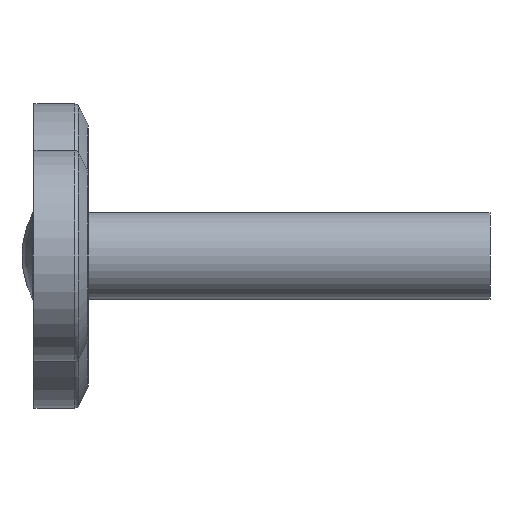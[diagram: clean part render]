
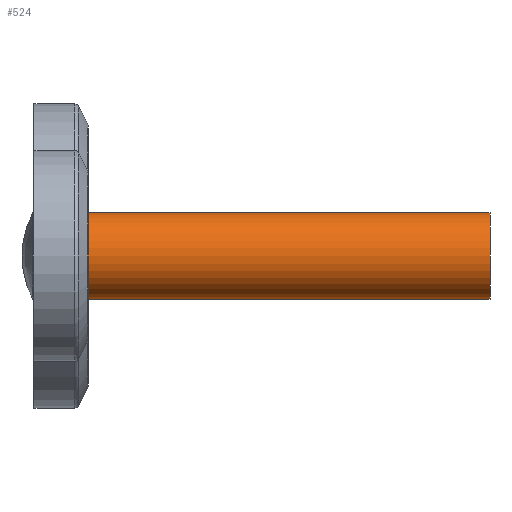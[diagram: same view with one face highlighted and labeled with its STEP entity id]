
A CAD part, front view. The second image highlights one B-rep face of the part: STEP entity #524.
In plain terms, the highlighted cylindrical face has radius 2 mm (diameter 4 mm), a partial arc.
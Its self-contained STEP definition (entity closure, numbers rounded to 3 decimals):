
#4 = DIRECTION ( 'NONE',  ( 1., 0., 0. ) ) ;
#67 = CARTESIAN_POINT ( 'NONE',  ( -0.05, -31., -2. ) ) ;
#109 = CARTESIAN_POINT ( 'NONE',  ( 2.5, -31., 0. ) ) ;
#156 = AXIS2_PLACEMENT_3D ( 'NONE', #109, #856, #2343 ) ;
#378 = DIRECTION ( 'NONE',  ( 0., 0., -1. ) ) ;
#489 = ORIENTED_EDGE ( 'NONE', *, *, #564, .F. ) ;
#496 = DIRECTION ( 'NONE',  ( 1., 0., 0. ) ) ;
#524 = ADVANCED_FACE ( 'NONE', ( #1829 ), #1854, .T. ) ;
#564 = EDGE_CURVE ( 'NONE', #1010, #1233, #754, .T. ) ;
#588 = ORIENTED_EDGE ( 'NONE', *, *, #2198, .F. ) ;
#636 = AXIS2_PLACEMENT_3D ( 'NONE', #2058, #2047, #916 ) ;
#722 = CARTESIAN_POINT ( 'NONE',  ( 21., -31., 0. ) ) ;
#728 = CARTESIAN_POINT ( 'NONE',  ( 21., -31., -2. ) ) ;
#748 = EDGE_CURVE ( 'NONE', #978, #1233, #1173, .T. ) ;
#754 = CIRCLE ( 'NONE', #1066, 2. ) ;
#826 = DIRECTION ( 'NONE',  ( 1., 0., 0. ) ) ;
#856 = DIRECTION ( 'NONE',  ( 1., 0., 0. ) ) ;
#859 = CIRCLE ( 'NONE', #156, 2. ) ;
#916 = DIRECTION ( 'NONE',  ( 0., 0., -1. ) ) ;
#978 = VERTEX_POINT ( 'NONE', #1345 ) ;
#1010 = VERTEX_POINT ( 'NONE', #2421 ) ;
#1066 = AXIS2_PLACEMENT_3D ( 'NONE', #722, #4, #378 ) ;
#1173 = LINE ( 'NONE', #67, #2313 ) ;
#1233 = VERTEX_POINT ( 'NONE', #728 ) ;
#1345 = CARTESIAN_POINT ( 'NONE',  ( 2.5, -31., -2. ) ) ;
#1356 = ORIENTED_EDGE ( 'NONE', *, *, #1621, .T. ) ;
#1621 = EDGE_CURVE ( 'NONE', #1643, #978, #859, .T. ) ;
#1643 = VERTEX_POINT ( 'NONE', #1715 ) ;
#1715 = CARTESIAN_POINT ( 'NONE',  ( 2.5, -31., 2. ) ) ;
#1829 = FACE_OUTER_BOUND ( 'NONE', #2099, .T. ) ;
#1854 = CYLINDRICAL_SURFACE ( 'NONE', #636, 2. ) ;
#2047 = DIRECTION ( 'NONE',  ( 1., 0., 0. ) ) ;
#2058 = CARTESIAN_POINT ( 'NONE',  ( -0.05, -31., 0. ) ) ;
#2099 = EDGE_LOOP ( 'NONE', ( #588, #1356, #2194, #489 ) ) ;
#2185 = LINE ( 'NONE', #2375, #2371 ) ;
#2194 = ORIENTED_EDGE ( 'NONE', *, *, #748, .T. ) ;
#2198 = EDGE_CURVE ( 'NONE', #1643, #1010, #2185, .T. ) ;
#2313 = VECTOR ( 'NONE', #826, 1000. ) ;
#2343 = DIRECTION ( 'NONE',  ( 0., 0., -1. ) ) ;
#2371 = VECTOR ( 'NONE', #496, 1000. ) ;
#2375 = CARTESIAN_POINT ( 'NONE',  ( -0.05, -31., 2. ) ) ;
#2421 = CARTESIAN_POINT ( 'NONE',  ( 21., -31., 2. ) ) ;
